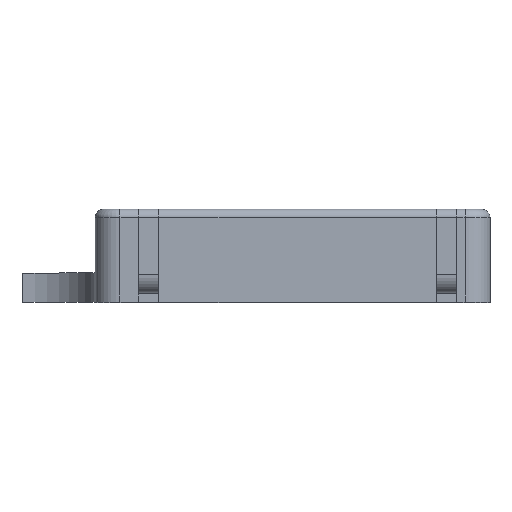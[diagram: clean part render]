
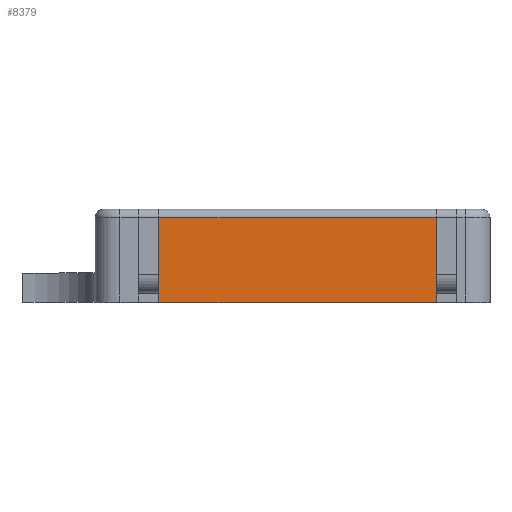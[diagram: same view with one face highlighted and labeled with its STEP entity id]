
A CAD part, top view. The second image highlights one B-rep face of the part: STEP entity #8379.
In plain terms, the highlighted planar face has unit normal (0, 0, 1).
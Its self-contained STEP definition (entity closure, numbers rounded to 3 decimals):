
#908 = PLANE('',#909);
#909 = AXIS2_PLACEMENT_3D('',#910,#911,#912);
#910 = CARTESIAN_POINT('',(-18.28,-3.374,56.771));
#911 = DIRECTION('',(-1.,-0.,-0.));
#912 = DIRECTION('',(0.,0.,-1.));
#959 = PLANE('',#960);
#960 = AXIS2_PLACEMENT_3D('',#961,#962,#963);
#961 = CARTESIAN_POINT('',(19.67,-3.374,56.771));
#962 = DIRECTION('',(1.,0.,0.));
#963 = DIRECTION('',(0.,0.,1.));
#1607 = PLANE('',#1608);
#1608 = AXIS2_PLACEMENT_3D('',#1609,#1610,#1611);
#1609 = CARTESIAN_POINT('',(-2.554,-6.35,33.247));
#1610 = DIRECTION('',(0.,-1.,0.));
#1611 = DIRECTION('',(0.,0.,-1.));
#4569 = VERTEX_POINT('',#4570);
#4570 = CARTESIAN_POINT('',(-18.28,-6.35,65.));
#4591 = EDGE_CURVE('',#4592,#4569,#4594,.T.);
#4592 = VERTEX_POINT('',#4593);
#4593 = CARTESIAN_POINT('',(-18.28,5.16,65.));
#4594 = SURFACE_CURVE('',#4595,(#4599,#4606),.PCURVE_S1.);
#4595 = LINE('',#4596,#4597);
#4596 = CARTESIAN_POINT('',(-18.28,6.35,65.));
#4597 = VECTOR('',#4598,1.);
#4598 = DIRECTION('',(0.,-1.,0.));
#4599 = PCURVE('',#908,#4600);
#4600 = DEFINITIONAL_REPRESENTATION('',(#4601),#4605);
#4601 = LINE('',#4602,#4603);
#4602 = CARTESIAN_POINT('',(-8.229,-9.724));
#4603 = VECTOR('',#4604,1.);
#4604 = DIRECTION('',(0.,1.));
#4605 = ( GEOMETRIC_REPRESENTATION_CONTEXT(2) 
PARAMETRIC_REPRESENTATION_CONTEXT() REPRESENTATION_CONTEXT('2D SPACE',''
  ) );
#4606 = PCURVE('',#4607,#4612);
#4607 = PLANE('',#4608);
#4608 = AXIS2_PLACEMENT_3D('',#4609,#4610,#4611);
#4609 = CARTESIAN_POINT('',(0.,0.,65.));
#4610 = DIRECTION('',(-0.,-0.,-1.));
#4611 = DIRECTION('',(-1.,0.,0.));
#4612 = DEFINITIONAL_REPRESENTATION('',(#4613),#4617);
#4613 = LINE('',#4614,#4615);
#4614 = CARTESIAN_POINT('',(18.28,6.35));
#4615 = VECTOR('',#4616,1.);
#4616 = DIRECTION('',(0.,-1.));
#4617 = ( GEOMETRIC_REPRESENTATION_CONTEXT(2) 
PARAMETRIC_REPRESENTATION_CONTEXT() REPRESENTATION_CONTEXT('2D SPACE',''
  ) );
#4640 = CYLINDRICAL_SURFACE('',#4641,1.19);
#4641 = AXIS2_PLACEMENT_3D('',#4642,#4643,#4644);
#4642 = CARTESIAN_POINT('',(-18.28,5.16,63.81));
#4643 = DIRECTION('',(1.,0.,0.));
#4644 = DIRECTION('',(0.,1.,0.));
#5117 = VERTEX_POINT('',#5118);
#5118 = CARTESIAN_POINT('',(19.67,5.16,65.));
#5140 = EDGE_CURVE('',#5117,#5141,#5143,.T.);
#5141 = VERTEX_POINT('',#5142);
#5142 = CARTESIAN_POINT('',(19.67,-6.35,65.));
#5143 = SURFACE_CURVE('',#5144,(#5148,#5155),.PCURVE_S1.);
#5144 = LINE('',#5145,#5146);
#5145 = CARTESIAN_POINT('',(19.67,6.35,65.));
#5146 = VECTOR('',#5147,1.);
#5147 = DIRECTION('',(0.,-1.,0.));
#5148 = PCURVE('',#959,#5149);
#5149 = DEFINITIONAL_REPRESENTATION('',(#5150),#5154);
#5150 = LINE('',#5151,#5152);
#5151 = CARTESIAN_POINT('',(8.229,-9.724));
#5152 = VECTOR('',#5153,1.);
#5153 = DIRECTION('',(0.,1.));
#5154 = ( GEOMETRIC_REPRESENTATION_CONTEXT(2) 
PARAMETRIC_REPRESENTATION_CONTEXT() REPRESENTATION_CONTEXT('2D SPACE',''
  ) );
#5155 = PCURVE('',#4607,#5156);
#5156 = DEFINITIONAL_REPRESENTATION('',(#5157),#5161);
#5157 = LINE('',#5158,#5159);
#5158 = CARTESIAN_POINT('',(-19.67,6.35));
#5159 = VECTOR('',#5160,1.);
#5160 = DIRECTION('',(0.,-1.));
#5161 = ( GEOMETRIC_REPRESENTATION_CONTEXT(2) 
PARAMETRIC_REPRESENTATION_CONTEXT() REPRESENTATION_CONTEXT('2D SPACE',''
  ) );
#6099 = EDGE_CURVE('',#5141,#4569,#6100,.T.);
#6100 = SURFACE_CURVE('',#6101,(#6105,#6112),.PCURVE_S1.);
#6101 = LINE('',#6102,#6103);
#6102 = CARTESIAN_POINT('',(27.,-6.35,65.));
#6103 = VECTOR('',#6104,1.);
#6104 = DIRECTION('',(-1.,0.,0.));
#6105 = PCURVE('',#1607,#6106);
#6106 = DEFINITIONAL_REPRESENTATION('',(#6107),#6111);
#6107 = LINE('',#6108,#6109);
#6108 = CARTESIAN_POINT('',(-31.753,29.554));
#6109 = VECTOR('',#6110,1.);
#6110 = DIRECTION('',(0.,-1.));
#6111 = ( GEOMETRIC_REPRESENTATION_CONTEXT(2) 
PARAMETRIC_REPRESENTATION_CONTEXT() REPRESENTATION_CONTEXT('2D SPACE',''
  ) );
#6112 = PCURVE('',#4607,#6113);
#6113 = DEFINITIONAL_REPRESENTATION('',(#6114),#6118);
#6114 = LINE('',#6115,#6116);
#6115 = CARTESIAN_POINT('',(-27.,-6.35));
#6116 = VECTOR('',#6117,1.);
#6117 = DIRECTION('',(1.,0.));
#6118 = ( GEOMETRIC_REPRESENTATION_CONTEXT(2) 
PARAMETRIC_REPRESENTATION_CONTEXT() REPRESENTATION_CONTEXT('2D SPACE',''
  ) );
#8357 = EDGE_CURVE('',#4592,#5117,#8358,.T.);
#8358 = SURFACE_CURVE('',#8359,(#8363,#8370),.PCURVE_S1.);
#8359 = LINE('',#8360,#8361);
#8360 = CARTESIAN_POINT('',(-18.28,5.16,65.));
#8361 = VECTOR('',#8362,1.);
#8362 = DIRECTION('',(1.,0.,0.));
#8363 = PCURVE('',#4640,#8364);
#8364 = DEFINITIONAL_REPRESENTATION('',(#8365),#8369);
#8365 = LINE('',#8366,#8367);
#8366 = CARTESIAN_POINT('',(1.571,0.));
#8367 = VECTOR('',#8368,1.);
#8368 = DIRECTION('',(0.,1.));
#8369 = ( GEOMETRIC_REPRESENTATION_CONTEXT(2) 
PARAMETRIC_REPRESENTATION_CONTEXT() REPRESENTATION_CONTEXT('2D SPACE',''
  ) );
#8370 = PCURVE('',#4607,#8371);
#8371 = DEFINITIONAL_REPRESENTATION('',(#8372),#8376);
#8372 = LINE('',#8373,#8374);
#8373 = CARTESIAN_POINT('',(18.28,5.16));
#8374 = VECTOR('',#8375,1.);
#8375 = DIRECTION('',(-1.,0.));
#8376 = ( GEOMETRIC_REPRESENTATION_CONTEXT(2) 
PARAMETRIC_REPRESENTATION_CONTEXT() REPRESENTATION_CONTEXT('2D SPACE',''
  ) );
#8379 = ADVANCED_FACE('',(#8380),#4607,.F.);
#8380 = FACE_BOUND('',#8381,.F.);
#8381 = EDGE_LOOP('',(#8382,#8383,#8384,#8385));
#8382 = ORIENTED_EDGE('',*,*,#5140,.T.);
#8383 = ORIENTED_EDGE('',*,*,#6099,.T.);
#8384 = ORIENTED_EDGE('',*,*,#4591,.F.);
#8385 = ORIENTED_EDGE('',*,*,#8357,.T.);
